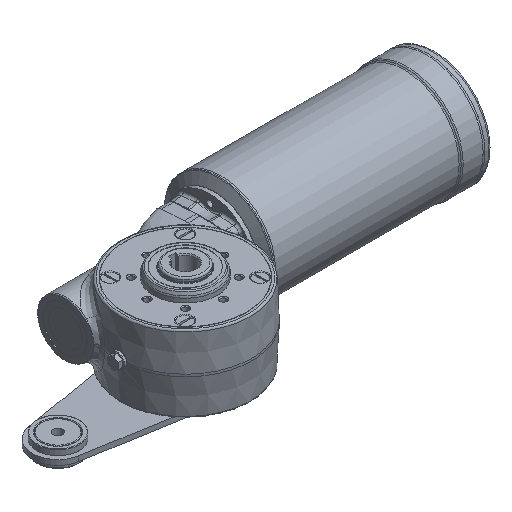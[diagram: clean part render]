
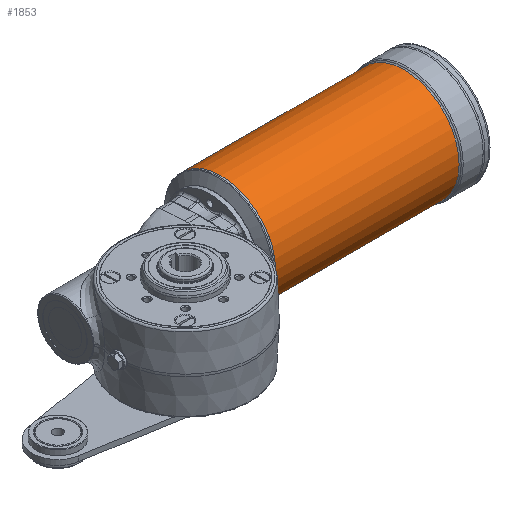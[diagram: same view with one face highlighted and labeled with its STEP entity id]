
A CAD part, isometric view. The second image highlights one B-rep face of the part: STEP entity #1853.
In plain terms, the highlighted cylindrical face has radius 64.5 mm (diameter 129 mm), a full revolution.
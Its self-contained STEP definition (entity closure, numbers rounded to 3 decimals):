
#1853 = ADVANCED_FACE( '', ( #4035, #4036 ), #4037, .T. );
#4035 = FACE_OUTER_BOUND( '', #12241, .T. );
#4036 = FACE_OUTER_BOUND( '', #12242, .T. );
#4037 = CYLINDRICAL_SURFACE( '', #12243, 64.5 );
#12241 = EDGE_LOOP( '', ( #16787 ) );
#12242 = EDGE_LOOP( '', ( #16788 ) );
#12243 = AXIS2_PLACEMENT_3D( '', #16789, #16790, #16791 );
#16787 = ORIENTED_EDGE( '', *, *, #18702, .T. );
#16788 = ORIENTED_EDGE( '', *, *, #18802, .T. );
#16789 = CARTESIAN_POINT( '', ( 265.168, 63., 0. ) );
#16790 = DIRECTION( '', ( -1., 0., 0. ) );
#16791 = DIRECTION( '', ( 0., 1., 0. ) );
#18702 = EDGE_CURVE( '', #21285, #21285, #21286, .F. );
#18802 = EDGE_CURVE( '', #21401, #21401, #21402, .T. );
#21285 = VERTEX_POINT( '', #27696 );
#21286 = CIRCLE( '', #27697, 64.5 );
#21401 = VERTEX_POINT( '', #27996 );
#21402 = CIRCLE( '', #27997, 64.5 );
#27696 = CARTESIAN_POINT( '', ( 321.172, 127.5, 0. ) );
#27697 = AXIS2_PLACEMENT_3D( '', #29914, #29915, #29916 );
#27996 = CARTESIAN_POINT( '', ( 105., 127.5, 0. ) );
#27997 = AXIS2_PLACEMENT_3D( '', #29987, #29988, #29989 );
#29914 = CARTESIAN_POINT( '', ( 321.172, 63., 0. ) );
#29915 = DIRECTION( '', ( 1., 0., 0. ) );
#29916 = DIRECTION( '', ( 0., 1., 0. ) );
#29987 = CARTESIAN_POINT( '', ( 105., 63., 0. ) );
#29988 = DIRECTION( '', ( 1., 0., 0. ) );
#29989 = DIRECTION( '', ( 0., 1., 0. ) );
